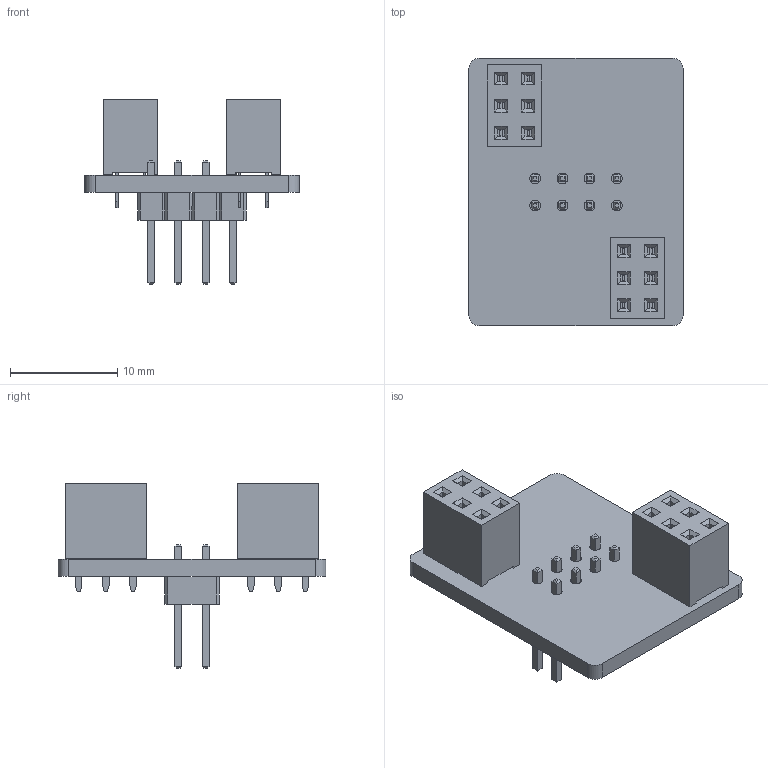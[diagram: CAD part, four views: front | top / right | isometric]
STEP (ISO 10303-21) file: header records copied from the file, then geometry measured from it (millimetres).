
FILE_DESCRIPTION(/* description */ (''),/* implementation_level */ '2;1');
FILE_NAME(/* name */ 'main_pcb_adapter.step',/* time_stamp */ '2021-10-31T16:42:00+01:00',/* author */ (''),/* organization */ (''),/* preprocessor_version */ 'ST-DEVELOPER v18.1',/* originating_system */ 'Autodesk Translation Framework v10.10.0.1391',/* authorisation */ '');
FILE_SCHEMA (('AUTOMOTIVE_DESIGN { 1 0 10303 214 3 1 1 }'));
Length unit declared in the file: millimetre
Products named in the file (6): main_pcb_adapter; PinSocket_2x03_P2.54mm_Vertical; SOLID; PinHeader_2x04_P2.54mm_Vertical; SOLID (1); COMPOUND
Assembly tree (6 placements, depth 3):
  main_pcb_adapter
    PinSocket_2x03_P2.54mm_Vertical  x2
      SOLID
    PinHeader_2x04_P2.54mm_Vertical
      SOLID (1)
    COMPOUND
Bounding box: 20 x 25 x 17.24 mm (x, y, z)
Volume: 1442 mm3; surface area: 2330.9 mm2
Topology: 4 solids, 4 shells, 594 faces, 1490 edges, 956 vertices
Faces by surface type: plane 570, cylinder 24
Full cylindrical faces by diameter (mm): 1 x20
Entity records: 12108 total; most frequent: CARTESIAN_POINT 2024, ORIENTED_EDGE 1972, DIRECTION 1854, EDGE_CURVE 986, LINE 938, VECTOR 938, VERTEX_POINT 628, EDGE_LOOP 472
